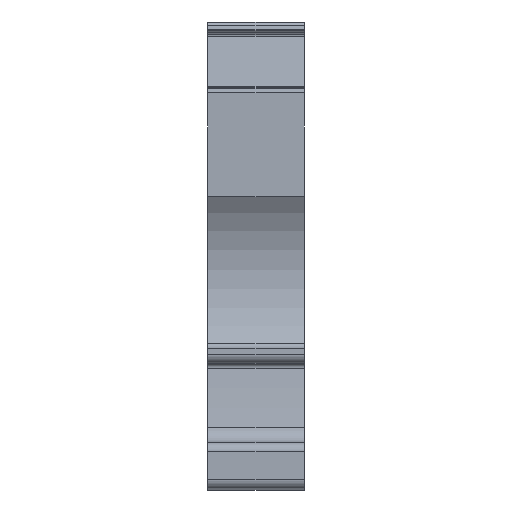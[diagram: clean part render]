
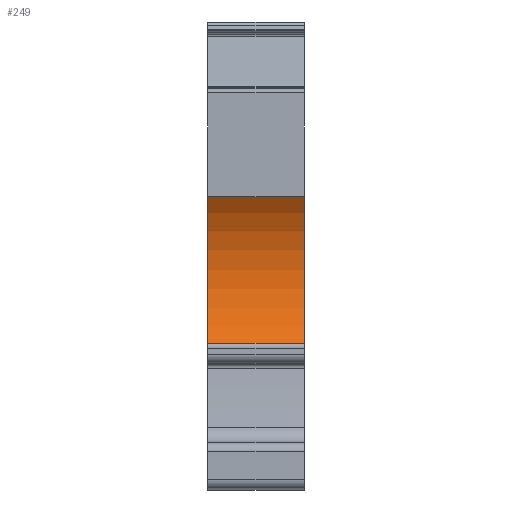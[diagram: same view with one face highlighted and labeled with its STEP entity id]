
A CAD part, left-side view. The second image highlights one B-rep face of the part: STEP entity #249.
In plain terms, the highlighted cylindrical face has radius 13.5 mm (diameter 27 mm), a partial arc.
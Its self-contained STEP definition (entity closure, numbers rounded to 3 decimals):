
#110=CYLINDRICAL_SURFACE('',#1996,13.5);
#166=CIRCLE('',#1994,13.5);
#167=CIRCLE('',#1995,13.5);
#249=ADVANCED_FACE('',(#394),#110,.F.);
#394=FACE_OUTER_BOUND('',#487,.T.);
#487=EDGE_LOOP('',(#673,#674,#675,#676));
#673=ORIENTED_EDGE('',*,*,#1376,.F.);
#674=ORIENTED_EDGE('',*,*,#1377,.F.);
#675=ORIENTED_EDGE('',*,*,#1378,.T.);
#676=ORIENTED_EDGE('',*,*,#1374,.T.);
#1167=VERTEX_POINT('',#2851);
#1168=VERTEX_POINT('',#2853);
#1169=VERTEX_POINT('',#2857);
#1170=VERTEX_POINT('',#2859);
#1374=EDGE_CURVE('',#1168,#1167,#1618,.T.);
#1376=EDGE_CURVE('',#1169,#1167,#166,.T.);
#1377=EDGE_CURVE('',#1170,#1169,#1619,.T.);
#1378=EDGE_CURVE('',#1170,#1168,#167,.T.);
#1618=LINE('',#2852,#1809);
#1619=LINE('',#2858,#1810);
#1809=VECTOR('',#2296,1.);
#1810=VECTOR('',#2303,1.);
#1994=AXIS2_PLACEMENT_3D('',#2856,#2301,#2302);
#1995=AXIS2_PLACEMENT_3D('',#2860,#2304,#2305);
#1996=AXIS2_PLACEMENT_3D('',#2861,#2306,#2307);
#2296=DIRECTION('',(0.,-1.,0.));
#2301=DIRECTION('',(0.,1.,0.));
#2302=DIRECTION('',(1.,0.,0.));
#2303=DIRECTION('',(0.,-1.,0.));
#2304=DIRECTION('',(0.,1.,0.));
#2305=DIRECTION('',(1.,0.,0.));
#2306=DIRECTION('',(0.,-1.,0.));
#2307=DIRECTION('',(0.,0.,-1.));
#2851=CARTESIAN_POINT('',(-35.574,0.,8.851));
#2852=CARTESIAN_POINT('',(-35.574,10.2,8.851));
#2853=CARTESIAN_POINT('',(-35.574,10.2,8.851));
#2856=CARTESIAN_POINT('',(-46.698,0.,16.501));
#2857=CARTESIAN_POINT('',(-35.75,0.,24.4));
#2858=CARTESIAN_POINT('',(-35.75,10.2,24.4));
#2859=CARTESIAN_POINT('',(-35.75,10.2,24.4));
#2860=CARTESIAN_POINT('',(-46.698,10.2,16.501));
#2861=CARTESIAN_POINT('',(-46.698,10.2,16.501));
